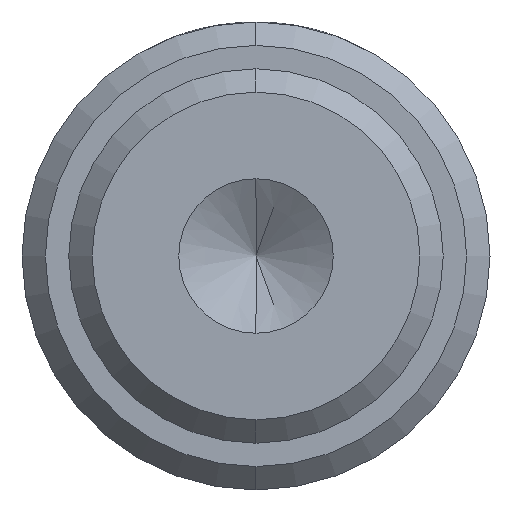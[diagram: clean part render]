
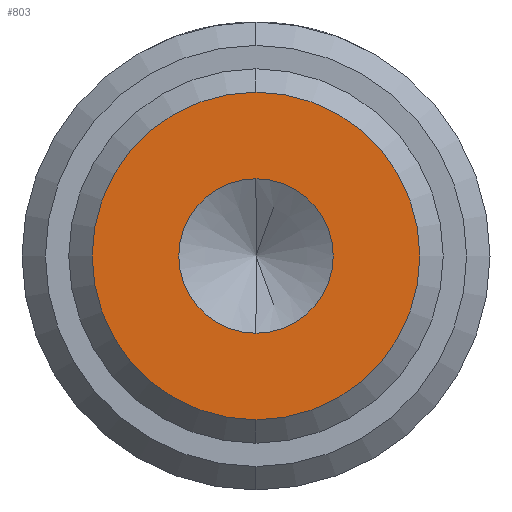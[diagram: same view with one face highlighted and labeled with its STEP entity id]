
A CAD part, left-side view. The second image highlights one B-rep face of the part: STEP entity #803.
In plain terms, the highlighted planar face has unit normal (-1, 0, 0).
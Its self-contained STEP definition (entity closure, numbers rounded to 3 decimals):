
#2 = DIRECTION ( 'NONE',  ( -1., 0., 0. ) ) ;
#6 = CARTESIAN_POINT ( 'NONE',  ( -35., 0., 0. ) ) ;
#29 = CIRCLE ( 'NONE', #227, 3.5 ) ;
#41 = VERTEX_POINT ( 'NONE', #247 ) ;
#71 = DIRECTION ( 'NONE',  ( 0., 0., 1. ) ) ;
#86 = ORIENTED_EDGE ( 'NONE', *, *, #850, .F. ) ;
#96 = CIRCLE ( 'NONE', #810, 1.65 ) ;
#131 = PLANE ( 'NONE',  #876 ) ;
#201 = FACE_BOUND ( 'NONE', #804, .T. ) ;
#227 = AXIS2_PLACEMENT_3D ( 'NONE', #420, #761, #631 ) ;
#247 = CARTESIAN_POINT ( 'NONE',  ( -35., 0., -1.65 ) ) ;
#253 = DIRECTION ( 'NONE',  ( -1., 0., 0. ) ) ;
#275 = AXIS2_PLACEMENT_3D ( 'NONE', #6, #358, #404 ) ;
#290 = DIRECTION ( 'NONE',  ( 0., 0., 1. ) ) ;
#322 = DIRECTION ( 'NONE',  ( 0., 0., 1. ) ) ;
#358 = DIRECTION ( 'NONE',  ( -1., 0., 0. ) ) ;
#404 = DIRECTION ( 'NONE',  ( 0., 0., 1. ) ) ;
#408 = CARTESIAN_POINT ( 'NONE',  ( -35., 0., 0. ) ) ;
#413 = CARTESIAN_POINT ( 'NONE',  ( -35., 0., 0. ) ) ;
#420 = CARTESIAN_POINT ( 'NONE',  ( -35., 0., 0. ) ) ;
#447 = EDGE_CURVE ( 'NONE', #752, #785, #29, .T. ) ;
#470 = CIRCLE ( 'NONE', #275, 3.5 ) ;
#474 = ORIENTED_EDGE ( 'NONE', *, *, #619, .F. ) ;
#504 = AXIS2_PLACEMENT_3D ( 'NONE', #413, #689, #71 ) ;
#554 = VERTEX_POINT ( 'NONE', #655 ) ;
#573 = CIRCLE ( 'NONE', #504, 1.65 ) ;
#574 = ORIENTED_EDGE ( 'NONE', *, *, #447, .T. ) ;
#619 = EDGE_CURVE ( 'NONE', #41, #554, #96, .T. ) ;
#630 = FACE_OUTER_BOUND ( 'NONE', #768, .T. ) ;
#631 = DIRECTION ( 'NONE',  ( 0., 0., 1. ) ) ;
#655 = CARTESIAN_POINT ( 'NONE',  ( -35., 0., 1.65 ) ) ;
#658 = CARTESIAN_POINT ( 'NONE',  ( -35., 0., 0. ) ) ;
#689 = DIRECTION ( 'NONE',  ( -1., 0., 0. ) ) ;
#716 = ORIENTED_EDGE ( 'NONE', *, *, #865, .T. ) ;
#750 = CARTESIAN_POINT ( 'NONE',  ( -35., 0., 3.5 ) ) ;
#752 = VERTEX_POINT ( 'NONE', #750 ) ;
#761 = DIRECTION ( 'NONE',  ( -1., 0., 0. ) ) ;
#768 = EDGE_LOOP ( 'NONE', ( #716, #574 ) ) ;
#785 = VERTEX_POINT ( 'NONE', #836 ) ;
#803 = ADVANCED_FACE ( 'NONE', ( #201, #630 ), #131, .T. ) ;
#804 = EDGE_LOOP ( 'NONE', ( #86, #474 ) ) ;
#810 = AXIS2_PLACEMENT_3D ( 'NONE', #658, #253, #322 ) ;
#836 = CARTESIAN_POINT ( 'NONE',  ( -35., 0., -3.5 ) ) ;
#850 = EDGE_CURVE ( 'NONE', #554, #41, #573, .T. ) ;
#865 = EDGE_CURVE ( 'NONE', #785, #752, #470, .T. ) ;
#876 = AXIS2_PLACEMENT_3D ( 'NONE', #408, #2, #290 ) ;
